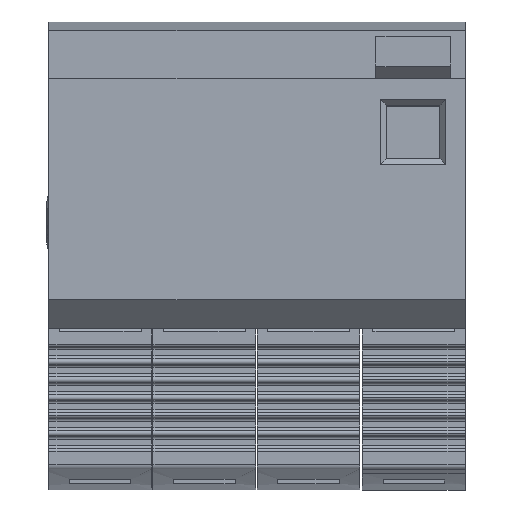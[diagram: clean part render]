
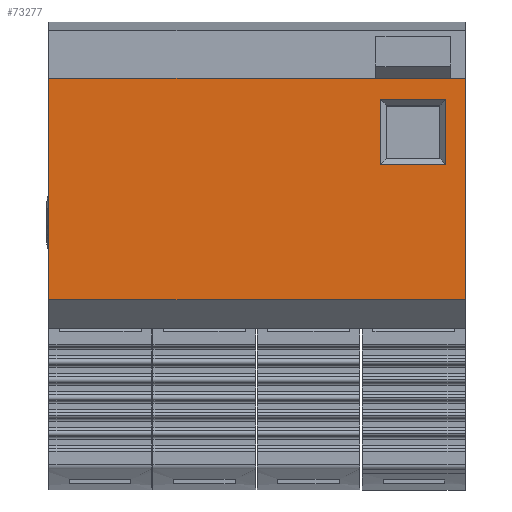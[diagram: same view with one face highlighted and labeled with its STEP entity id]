
A CAD part, front view. The second image highlights one B-rep face of the part: STEP entity #73277.
In plain terms, the highlighted planar face has unit normal (0, -1, 0).
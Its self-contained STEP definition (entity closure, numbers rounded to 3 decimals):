
#1581 = ORIENTED_EDGE ( 'NONE', *, *, #25160, .T. ) ;
#2285 = CARTESIAN_POINT ( 'NONE',  ( 70., 0., 0. ) ) ;
#4489 = CARTESIAN_POINT ( 'NONE',  ( 70., 0., 42. ) ) ;
#5960 = DIRECTION ( 'NONE',  ( -1., 0., 0. ) ) ;
#6621 = VECTOR ( 'NONE', #77987, 1000. ) ;
#7080 = VERTEX_POINT ( 'NONE', #9076 ) ;
#7184 = EDGE_CURVE ( 'NONE', #47537, #7080, #23711, .T. ) ;
#7587 = CARTESIAN_POINT ( 'NONE',  ( 55.75, 0., 0. ) ) ;
#9076 = CARTESIAN_POINT ( 'NONE',  ( 55.75, 0., 27.5 ) ) ;
#11087 = LINE ( 'NONE', #64042, #73941 ) ;
#11169 = DIRECTION ( 'NONE',  ( -1., 0., 0. ) ) ;
#15923 = VERTEX_POINT ( 'NONE', #4489 ) ;
#16839 = VECTOR ( 'NONE', #11169, 1000. ) ;
#19686 = CARTESIAN_POINT ( 'NONE',  ( 70., 0., 42. ) ) ;
#22342 = CARTESIAN_POINT ( 'NONE',  ( 70., 0., 4.8 ) ) ;
#23711 = LINE ( 'NONE', #62641, #16839 ) ;
#24088 = CARTESIAN_POINT ( 'NONE',  ( 66.75, 0., 38.5 ) ) ;
#25160 = EDGE_CURVE ( 'NONE', #15923, #52241, #27649, .T. ) ;
#25952 = VERTEX_POINT ( 'NONE', #26096 ) ;
#26096 = CARTESIAN_POINT ( 'NONE',  ( 0., 0., 4.8 ) ) ;
#26940 = DIRECTION ( 'NONE',  ( 1., 0., 0. ) ) ;
#27649 = LINE ( 'NONE', #19686, #83741 ) ;
#28113 = AXIS2_PLACEMENT_3D ( 'NONE', #2285, #91216, #90257 ) ;
#31270 = ORIENTED_EDGE ( 'NONE', *, *, #32939, .T. ) ;
#31834 = CARTESIAN_POINT ( 'NONE',  ( 0., 0., 42. ) ) ;
#32939 = EDGE_CURVE ( 'NONE', #85224, #15923, #66135, .T. ) ;
#33053 = LINE ( 'NONE', #7587, #70829 ) ;
#33529 = EDGE_LOOP ( 'NONE', ( #39467, #31270, #1581, #78085 ) ) ;
#33731 = VECTOR ( 'NONE', #65588, 1000. ) ;
#33866 = EDGE_CURVE ( 'NONE', #72555, #47537, #70332, .T. ) ;
#34913 = VECTOR ( 'NONE', #85197, 1000. ) ;
#36791 = CARTESIAN_POINT ( 'NONE',  ( 66.75, 0., 0. ) ) ;
#38769 = VERTEX_POINT ( 'NONE', #43460 ) ;
#39467 = ORIENTED_EDGE ( 'NONE', *, *, #47290, .T. ) ;
#41728 = LINE ( 'NONE', #63108, #34913 ) ;
#43460 = CARTESIAN_POINT ( 'NONE',  ( 55.75, 0., 38.5 ) ) ;
#47290 = EDGE_CURVE ( 'NONE', #25952, #85224, #11087, .T. ) ;
#47537 = VERTEX_POINT ( 'NONE', #82579 ) ;
#48973 = VECTOR ( 'NONE', #58652, 1000. ) ;
#50784 = FACE_OUTER_BOUND ( 'NONE', #33529, .T. ) ;
#52241 = VERTEX_POINT ( 'NONE', #31834 ) ;
#53363 = PLANE ( 'NONE',  #28113 ) ;
#54296 = EDGE_CURVE ( 'NONE', #38769, #72555, #41728, .T. ) ;
#56448 = CARTESIAN_POINT ( 'NONE',  ( 70., 0., 0. ) ) ;
#58652 = DIRECTION ( 'NONE',  ( 0., 0., -1. ) ) ;
#59987 = FACE_BOUND ( 'NONE', #72465, .T. ) ;
#62641 = CARTESIAN_POINT ( 'NONE',  ( 70., 0., 27.5 ) ) ;
#63108 = CARTESIAN_POINT ( 'NONE',  ( 70., 0., 38.5 ) ) ;
#64042 = CARTESIAN_POINT ( 'NONE',  ( 70., 0., 4.8 ) ) ;
#65588 = DIRECTION ( 'NONE',  ( 0., 0., -1. ) ) ;
#66135 = LINE ( 'NONE', #56448, #6621 ) ;
#70332 = LINE ( 'NONE', #36791, #33731 ) ;
#70829 = VECTOR ( 'NONE', #91070, 1000. ) ;
#72465 = EDGE_LOOP ( 'NONE', ( #91350, #78555, #74387, #79690 ) ) ;
#72555 = VERTEX_POINT ( 'NONE', #24088 ) ;
#72784 = CARTESIAN_POINT ( 'NONE',  ( 0., 0., 0. ) ) ;
#73277 = ADVANCED_FACE ( 'NONE', ( #50784, #59987 ), #53363, .T. ) ;
#73941 = VECTOR ( 'NONE', #26940, 1000. ) ;
#74387 = ORIENTED_EDGE ( 'NONE', *, *, #33866, .T. ) ;
#77987 = DIRECTION ( 'NONE',  ( 0., 0., 1. ) ) ;
#78085 = ORIENTED_EDGE ( 'NONE', *, *, #94246, .T. ) ;
#78555 = ORIENTED_EDGE ( 'NONE', *, *, #54296, .T. ) ;
#79690 = ORIENTED_EDGE ( 'NONE', *, *, #7184, .T. ) ;
#82579 = CARTESIAN_POINT ( 'NONE',  ( 66.75, 0., 27.5 ) ) ;
#83741 = VECTOR ( 'NONE', #5960, 1000. ) ;
#85197 = DIRECTION ( 'NONE',  ( 1., 0., 0. ) ) ;
#85224 = VERTEX_POINT ( 'NONE', #22342 ) ;
#85657 = LINE ( 'NONE', #72784, #48973 ) ;
#89988 = EDGE_CURVE ( 'NONE', #7080, #38769, #33053, .T. ) ;
#90257 = DIRECTION ( 'NONE',  ( 0., 0., -1. ) ) ;
#91070 = DIRECTION ( 'NONE',  ( 0., 0., 1. ) ) ;
#91216 = DIRECTION ( 'NONE',  ( 0., -1., 0. ) ) ;
#91350 = ORIENTED_EDGE ( 'NONE', *, *, #89988, .T. ) ;
#94246 = EDGE_CURVE ( 'NONE', #52241, #25952, #85657, .T. ) ;
